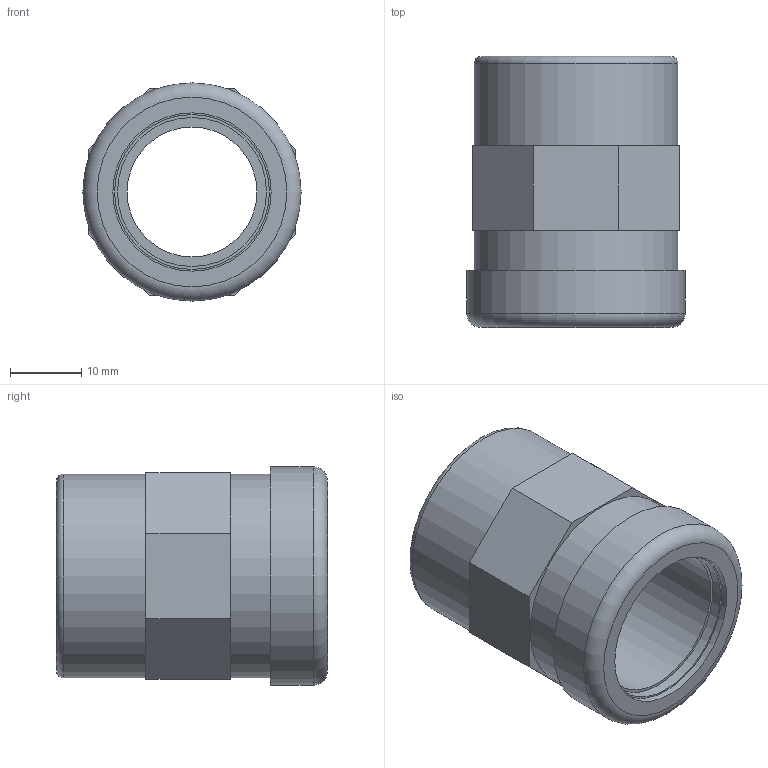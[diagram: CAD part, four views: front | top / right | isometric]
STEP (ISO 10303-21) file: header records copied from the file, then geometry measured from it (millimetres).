
FILE_DESCRIPTION(/* description */ (''),/* implementation_level */ '2;1');
FILE_NAME(/* name */ 'MIMV020012.ipt.stp',/* time_stamp */ '2014-01-07T15:46:38+01:00',/* author */ ('bfaro'),/* organization */ (''),/* preprocessor_version */ 'ST-DEVELOPER v15.2',/* originating_system */ 'Autodesk Inventor 2014',/* authorisation */ '');
FILE_SCHEMA (('AUTOMOTIVE_DESIGN { 1 0 10303 214 3 1 1 }'));
Length unit declared in the file: millimetre
Products named in the file (1): MIMV020012
Bounding box: 30.6 x 38 x 30.6 mm (x, y, z)
Volume: 13322 mm3; surface area: 6883 mm2
Topology: 1 solids, 1 shells, 28 faces, 59 edges, 41 vertices
Faces by surface type: plane 17, cylinder 8, torus 3
Full cylindrical faces by diameter (mm): 18.2 x1, 20 x1, 20.9 x1, 21.7 x1, 22.2 x1, 28.6 x2, 30.6 x1
Entity records: 713 total; most frequent: DIRECTION 121, CARTESIAN_POINT 110, ORIENTED_EDGE 86, EDGE_LOOP 48, AXIS2_PLACEMENT_3D 48, EDGE_CURVE 43, VERTEX_POINT 35, FACE_OUTER_BOUND 28
